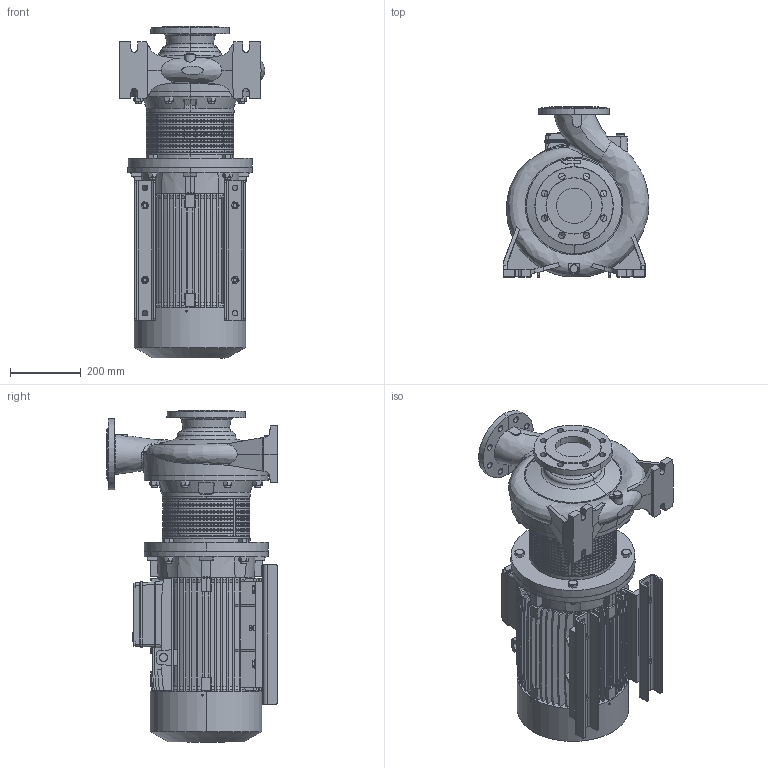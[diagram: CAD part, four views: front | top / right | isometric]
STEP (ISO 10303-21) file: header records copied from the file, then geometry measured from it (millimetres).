
FILE_DESCRIPTION (( 'STEP AP214' ), '1' );
FILE_NAME ('4_93_446_03_REV00.step', '2022-07-27T12:41:25', ( '' ), ( '' ), 'SwSTEP 2.0', 'SolidWorks 2020', '' );
FILE_SCHEMA (( 'AUTOMOTIVE_DESIGN' ));
Length unit declared in the file: millimetre
Products named in the file (3): Copia di 264442^4_93_446_03_REV00; Copia di 264455^4_93_446_03_REV00; 4_93_446_03_REV00
Assembly tree (2 placements, depth 2):
  4_93_446_03_REV00
    Copia di 264442^4_93_446_03_REV00
    Copia di 264455^4_93_446_03_REV00
Bounding box: 410.81 x 480 x 935.8 mm (x, y, z)
Volume: 65939507 mm3; surface area: 3461278.1 mm2
Topology: 47 solids, 864 shells, 4512 faces, 13392 edges, 9911 vertices
Faces by surface type: plane 1462, cylinder 1386, bspline 1131, cone 509, torus 16, sphere 8
Entity records: 218858 total; most frequent: CARTESIAN_POINT 108438, ORIENTED_EDGE 23392, DIRECTION 19347, EDGE_CURVE 13392, VERTEX_POINT 9911, VECTOR 7529, LINE 7529, AXIS2_PLACEMENT_3D 5909
